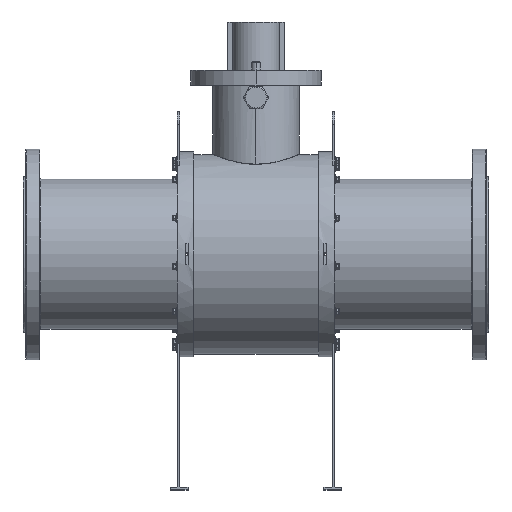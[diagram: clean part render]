
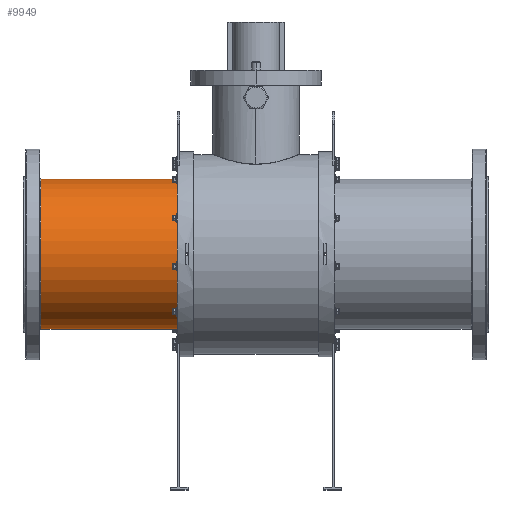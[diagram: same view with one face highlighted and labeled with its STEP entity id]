
A CAD part, top view. The second image highlights one B-rep face of the part: STEP entity #9949.
In plain terms, the highlighted cylindrical face has radius 274 mm (diameter 548 mm), a partial arc.
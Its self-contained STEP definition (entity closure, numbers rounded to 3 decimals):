
#127 = ORIENTED_EDGE ( 'NONE', *, *, #312, .F. ) ;
#227 = CARTESIAN_POINT ( 'NONE',  ( -784., 274., 0. ) ) ;
#312 = EDGE_CURVE ( 'NONE', #2245, #6068, #13717, .T. ) ;
#943 = CARTESIAN_POINT ( 'NONE',  ( -287.5, 0., 0. ) ) ;
#962 = CARTESIAN_POINT ( 'NONE',  ( -849., -274., 0. ) ) ;
#1043 = CARTESIAN_POINT ( 'NONE',  ( -849., 0., 0. ) ) ;
#1712 = VECTOR ( 'NONE', #10614, 1000. ) ;
#1799 = EDGE_CURVE ( 'NONE', #11135, #3019, #7356, .T. ) ;
#2245 = VERTEX_POINT ( 'NONE', #2693 ) ;
#2693 = CARTESIAN_POINT ( 'NONE',  ( -287.5, -274., 0. ) ) ;
#2885 = DIRECTION ( 'NONE',  ( -1., 0., 0. ) ) ;
#3009 = DIRECTION ( 'NONE',  ( -1., 0., 0. ) ) ;
#3019 = VERTEX_POINT ( 'NONE', #227 ) ;
#3215 = DIRECTION ( 'NONE',  ( 1., 0., 0. ) ) ;
#3256 = VECTOR ( 'NONE', #2885, 1000. ) ;
#3495 = ORIENTED_EDGE ( 'NONE', *, *, #5648, .T. ) ;
#3749 = ORIENTED_EDGE ( 'NONE', *, *, #1799, .T. ) ;
#4323 = DIRECTION ( 'NONE',  ( 0., -1., 0. ) ) ;
#5525 = CIRCLE ( 'NONE', #12121, 274. ) ;
#5648 = EDGE_CURVE ( 'NONE', #2245, #11135, #8426, .T. ) ;
#6068 = VERTEX_POINT ( 'NONE', #6152 ) ;
#6152 = CARTESIAN_POINT ( 'NONE',  ( -784., -274., 0. ) ) ;
#7356 = LINE ( 'NONE', #12732, #1712 ) ;
#7561 = FACE_OUTER_BOUND ( 'NONE', #11031, .T. ) ;
#8426 = CIRCLE ( 'NONE', #13173, 274. ) ;
#9415 = CARTESIAN_POINT ( 'NONE',  ( -784., 0., 0. ) ) ;
#9737 = DIRECTION ( 'NONE',  ( -1., 0., 0. ) ) ;
#9949 = ADVANCED_FACE ( 'NONE', ( #7561 ), #10812, .T. ) ;
#10560 = CARTESIAN_POINT ( 'NONE',  ( -287.5, 274., 0. ) ) ;
#10614 = DIRECTION ( 'NONE',  ( -1., 0., 0. ) ) ;
#10714 = ORIENTED_EDGE ( 'NONE', *, *, #12595, .T. ) ;
#10812 = CYLINDRICAL_SURFACE ( 'NONE', #12830, 274. ) ;
#11031 = EDGE_LOOP ( 'NONE', ( #3495, #3749, #10714, #127 ) ) ;
#11135 = VERTEX_POINT ( 'NONE', #10560 ) ;
#11914 = DIRECTION ( 'NONE',  ( 0., 0., 1. ) ) ;
#12121 = AXIS2_PLACEMENT_3D ( 'NONE', #9415, #3215, #13756 ) ;
#12595 = EDGE_CURVE ( 'NONE', #3019, #6068, #5525, .T. ) ;
#12732 = CARTESIAN_POINT ( 'NONE',  ( -849., 274., 0. ) ) ;
#12830 = AXIS2_PLACEMENT_3D ( 'NONE', #1043, #9737, #4323 ) ;
#13173 = AXIS2_PLACEMENT_3D ( 'NONE', #943, #3009, #11914 ) ;
#13717 = LINE ( 'NONE', #962, #3256 ) ;
#13756 = DIRECTION ( 'NONE',  ( 0., -1., 0. ) ) ;
